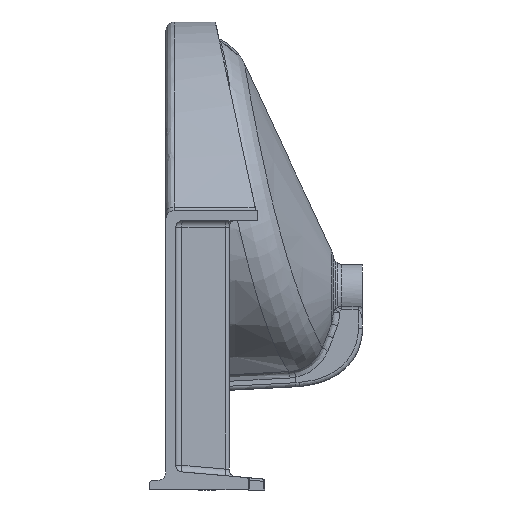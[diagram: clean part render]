
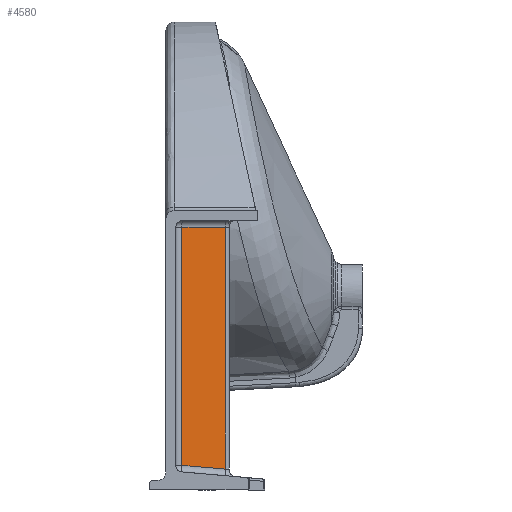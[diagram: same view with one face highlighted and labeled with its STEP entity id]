
A CAD part, left-side view. The second image highlights one B-rep face of the part: STEP entity #4580.
In plain terms, the highlighted planar face has unit normal (-0.997, -0.077, 0).
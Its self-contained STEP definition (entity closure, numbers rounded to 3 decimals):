
#57 = LINE ( 'NONE', #13597, #15198 ) ;
#410 = AXIS2_PLACEMENT_3D ( 'NONE', #21107, #10481, #10037 ) ;
#444 = DIRECTION ( 'NONE',  ( 0.076, -0.993, -0.087 ) ) ;
#452 = CARTESIAN_POINT ( 'NONE',  ( -300., -12., -25. ) ) ;
#840 = VERTEX_POINT ( 'NONE', #1718 ) ;
#1495 = VERTEX_POINT ( 'NONE', #10260 ) ;
#1718 = CARTESIAN_POINT ( 'NONE',  ( -299.432, -19.386, -25. ) ) ;
#2017 = EDGE_CURVE ( 'NONE', #840, #16993, #3832, .T. ) ;
#3832 = LINE ( 'NONE', #21514, #18414 ) ;
#4580 = ADVANCED_FACE ( 'NONE', ( #17527 ), #14073, .T. ) ;
#4836 = VERTEX_POINT ( 'NONE', #5395 ) ;
#5027 = DIRECTION ( 'NONE',  ( 0., 0., 1. ) ) ;
#5395 = CARTESIAN_POINT ( 'NONE',  ( -295.355, -72.383, -319.607 ) ) ;
#8229 = ORIENTED_EDGE ( 'NONE', *, *, #11878, .T. ) ;
#9692 = VECTOR ( 'NONE', #10612, 1000. ) ;
#10037 = DIRECTION ( 'NONE',  ( 0.077, -0.997, 0. ) ) ;
#10260 = CARTESIAN_POINT ( 'NONE',  ( -295.355, -72.383, -25. ) ) ;
#10481 = DIRECTION ( 'NONE',  ( -0.997, -0.077, 0. ) ) ;
#10612 = DIRECTION ( 'NONE',  ( -0.077, 0.997, 0. ) ) ;
#11654 = ORIENTED_EDGE ( 'NONE', *, *, #2017, .T. ) ;
#11878 = EDGE_CURVE ( 'NONE', #4836, #1495, #57, .T. ) ;
#12496 = DIRECTION ( 'NONE',  ( 0., 0., -1. ) ) ;
#13092 = EDGE_CURVE ( 'NONE', #16993, #4836, #14886, .T. ) ;
#13597 = CARTESIAN_POINT ( 'NONE',  ( -295.355, -72.383, 225.002 ) ) ;
#14073 = PLANE ( 'NONE',  #410 ) ;
#14886 = LINE ( 'NONE', #21922, #19612 ) ;
#15198 = VECTOR ( 'NONE', #5027, 1000. ) ;
#15253 = EDGE_CURVE ( 'NONE', #1495, #840, #17890, .T. ) ;
#15280 = CARTESIAN_POINT ( 'NONE',  ( -299.432, -19.386, -314.97 ) ) ;
#15287 = EDGE_LOOP ( 'NONE', ( #11654, #21170, #8229, #17408 ) ) ;
#16993 = VERTEX_POINT ( 'NONE', #15280 ) ;
#17408 = ORIENTED_EDGE ( 'NONE', *, *, #15253, .T. ) ;
#17527 = FACE_OUTER_BOUND ( 'NONE', #15287, .T. ) ;
#17890 = LINE ( 'NONE', #452, #9692 ) ;
#18414 = VECTOR ( 'NONE', #12496, 1000. ) ;
#19612 = VECTOR ( 'NONE', #444, 1000. ) ;
#21107 = CARTESIAN_POINT ( 'NONE',  ( -300., -12., 225.002 ) ) ;
#21170 = ORIENTED_EDGE ( 'NONE', *, *, #13092, .T. ) ;
#21514 = CARTESIAN_POINT ( 'NONE',  ( -299.432, -19.386, -322.301 ) ) ;
#21922 = CARTESIAN_POINT ( 'NONE',  ( -295.302, -73.072, -319.667 ) ) ;
